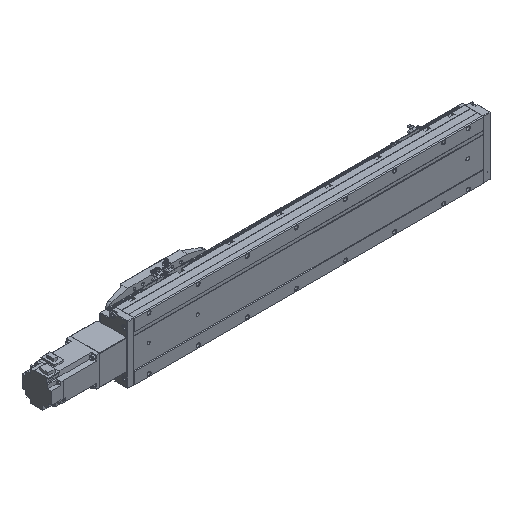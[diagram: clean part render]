
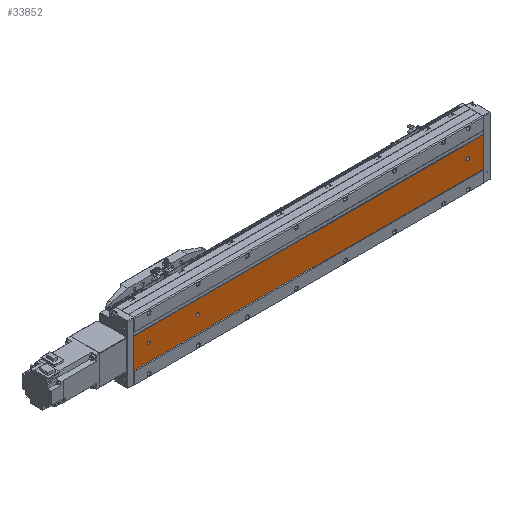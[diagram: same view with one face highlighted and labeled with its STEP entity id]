
A CAD part, isometric view. The second image highlights one B-rep face of the part: STEP entity #33852.
In plain terms, the highlighted planar face has unit normal (0, -1, 0).
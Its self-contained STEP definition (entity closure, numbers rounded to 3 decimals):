
#105 = PLANE ( 'NONE',  #21955 ) ;
#221 = CIRCLE ( 'NONE', #15264, 3. ) ;
#406 = DIRECTION ( 'NONE',  ( 0., -1., 0. ) ) ;
#665 = VERTEX_POINT ( 'NONE', #38201 ) ;
#2060 = VERTEX_POINT ( 'NONE', #22926 ) ;
#2372 = EDGE_CURVE ( 'NONE', #2060, #3320, #24686, .T. ) ;
#2669 = VECTOR ( 'NONE', #14821, 1000. ) ;
#2694 = DIRECTION ( 'NONE',  ( -1., 0., 0. ) ) ;
#2854 = CARTESIAN_POINT ( 'NONE',  ( 681., 1., -3. ) ) ;
#3320 = VERTEX_POINT ( 'NONE', #22772 ) ;
#4005 = DIRECTION ( 'NONE',  ( 0., 0., 1. ) ) ;
#4278 = CARTESIAN_POINT ( 'NONE',  ( 711., 1., -34. ) ) ;
#4579 = DIRECTION ( 'NONE',  ( 0., 0., 1. ) ) ;
#5575 = CARTESIAN_POINT ( 'NONE',  ( 711., 1., 26.542 ) ) ;
#6564 = DIRECTION ( 'NONE',  ( 0., 0., 1. ) ) ;
#6740 = CARTESIAN_POINT ( 'NONE',  ( 711., 1., -34. ) ) ;
#6844 = FACE_OUTER_BOUND ( 'NONE', #11424, .T. ) ;
#7300 = ORIENTED_EDGE ( 'NONE', *, *, #41724, .F. ) ;
#7621 = CARTESIAN_POINT ( 'NONE',  ( 130., 1., 3. ) ) ;
#8452 = CARTESIAN_POINT ( 'NONE',  ( 30., 1., 0. ) ) ;
#8509 = DIRECTION ( 'NONE',  ( 0., 0., 1. ) ) ;
#8564 = DIRECTION ( 'NONE',  ( 0., 0., 1. ) ) ;
#8727 = CARTESIAN_POINT ( 'NONE',  ( 30., 1., 0. ) ) ;
#9562 = DIRECTION ( 'NONE',  ( -1., 0., 0. ) ) ;
#9569 = VERTEX_POINT ( 'NONE', #4278 ) ;
#9952 = CARTESIAN_POINT ( 'NONE',  ( 681., 1., 0. ) ) ;
#10027 = EDGE_CURVE ( 'NONE', #40882, #19313, #11805, .T. ) ;
#10756 = DIRECTION ( 'NONE',  ( 0., 0., -1. ) ) ;
#11424 = EDGE_LOOP ( 'NONE', ( #25345, #7300, #24113, #40269 ) ) ;
#11430 = CARTESIAN_POINT ( 'NONE',  ( 0., 1., 26.542 ) ) ;
#11509 = AXIS2_PLACEMENT_3D ( 'NONE', #38943, #21671, #4579 ) ;
#11805 = CIRCLE ( 'NONE', #38307, 3. ) ;
#12877 = EDGE_CURVE ( 'NONE', #14985, #20539, #31819, .T. ) ;
#13056 = DIRECTION ( 'NONE',  ( -1., 0., 0. ) ) ;
#13661 = ORIENTED_EDGE ( 'NONE', *, *, #26258, .F. ) ;
#13925 = LINE ( 'NONE', #6740, #39281 ) ;
#14821 = DIRECTION ( 'NONE',  ( 1., 0., 0. ) ) ;
#14985 = VERTEX_POINT ( 'NONE', #34874 ) ;
#15264 = AXIS2_PLACEMENT_3D ( 'NONE', #8727, #32987, #8509 ) ;
#15477 = AXIS2_PLACEMENT_3D ( 'NONE', #25860, #15960, #8564 ) ;
#15557 = EDGE_LOOP ( 'NONE', ( #30949, #26059, #37257, #16479 ) ) ;
#15564 = ORIENTED_EDGE ( 'NONE', *, *, #25311, .F. ) ;
#15960 = DIRECTION ( 'NONE',  ( 0., -1., 0. ) ) ;
#16302 = CARTESIAN_POINT ( 'NONE',  ( 711., 1., 3. ) ) ;
#16479 = ORIENTED_EDGE ( 'NONE', *, *, #17690, .F. ) ;
#16681 = DIRECTION ( 'NONE',  ( 0., -1., 0. ) ) ;
#16960 = LINE ( 'NONE', #16302, #42680 ) ;
#17171 = FACE_BOUND ( 'NONE', #15557, .T. ) ;
#17253 = CARTESIAN_POINT ( 'NONE',  ( 130., 1., 0. ) ) ;
#17278 = EDGE_CURVE ( 'NONE', #37214, #665, #16960, .T. ) ;
#17690 = EDGE_CURVE ( 'NONE', #36826, #37214, #37680, .T. ) ;
#17841 = CARTESIAN_POINT ( 'NONE',  ( 711., 1., 26.542 ) ) ;
#19284 = DIRECTION ( 'NONE',  ( 0., 0., -1. ) ) ;
#19313 = VERTEX_POINT ( 'NONE', #7621 ) ;
#19782 = EDGE_CURVE ( 'NONE', #665, #20683, #41324, .T. ) ;
#20125 = CARTESIAN_POINT ( 'NONE',  ( 679., 1., -3. ) ) ;
#20539 = VERTEX_POINT ( 'NONE', #23986 ) ;
#20558 = FACE_BOUND ( 'NONE', #27094, .T. ) ;
#20683 = VERTEX_POINT ( 'NONE', #20125 ) ;
#20725 = VECTOR ( 'NONE', #10756, 1000. ) ;
#21671 = DIRECTION ( 'NONE',  ( 0., -1., 0. ) ) ;
#21787 = CARTESIAN_POINT ( 'NONE',  ( 711., 1., -3. ) ) ;
#21955 = AXIS2_PLACEMENT_3D ( 'NONE', #17841, #34475, #31554 ) ;
#22669 = LINE ( 'NONE', #21787, #2669 ) ;
#22772 = CARTESIAN_POINT ( 'NONE',  ( 0., 1., -34. ) ) ;
#22921 = LINE ( 'NONE', #33473, #28460 ) ;
#22926 = CARTESIAN_POINT ( 'NONE',  ( 0., 1., 26.542 ) ) ;
#23986 = CARTESIAN_POINT ( 'NONE',  ( 30., 1., -3. ) ) ;
#24113 = ORIENTED_EDGE ( 'NONE', *, *, #26344, .F. ) ;
#24686 = LINE ( 'NONE', #11430, #20725 ) ;
#24952 = EDGE_LOOP ( 'NONE', ( #43461, #15564 ) ) ;
#25088 = DIRECTION ( 'NONE',  ( 0., 0., 1. ) ) ;
#25311 = EDGE_CURVE ( 'NONE', #19313, #40882, #30882, .T. ) ;
#25314 = DIRECTION ( 'NONE',  ( 0., -1., 0. ) ) ;
#25345 = ORIENTED_EDGE ( 'NONE', *, *, #2372, .T. ) ;
#25860 = CARTESIAN_POINT ( 'NONE',  ( 679., 1., 0. ) ) ;
#26059 = ORIENTED_EDGE ( 'NONE', *, *, #19782, .F. ) ;
#26258 = EDGE_CURVE ( 'NONE', #20539, #14985, #221, .T. ) ;
#26344 = EDGE_CURVE ( 'NONE', #31879, #9569, #32543, .T. ) ;
#27094 = EDGE_LOOP ( 'NONE', ( #13661, #40342 ) ) ;
#28460 = VECTOR ( 'NONE', #2694, 1000. ) ;
#30882 = CIRCLE ( 'NONE', #11509, 3. ) ;
#30949 = ORIENTED_EDGE ( 'NONE', *, *, #39595, .F. ) ;
#31554 = DIRECTION ( 'NONE',  ( 1., 0., 0. ) ) ;
#31819 = CIRCLE ( 'NONE', #43277, 3. ) ;
#31879 = VERTEX_POINT ( 'NONE', #38826 ) ;
#32500 = VECTOR ( 'NONE', #19284, 1000. ) ;
#32543 = LINE ( 'NONE', #5575, #32500 ) ;
#32987 = DIRECTION ( 'NONE',  ( 0., -1., 0. ) ) ;
#33473 = CARTESIAN_POINT ( 'NONE',  ( 711., 1., 26.542 ) ) ;
#33852 = ADVANCED_FACE ( 'NONE', ( #6844, #20558, #34930, #17171 ), #105, .F. ) ;
#34475 = DIRECTION ( 'NONE',  ( 0., 1., 0. ) ) ;
#34874 = CARTESIAN_POINT ( 'NONE',  ( 30., 1., 3. ) ) ;
#34930 = FACE_BOUND ( 'NONE', #24952, .T. ) ;
#35543 = AXIS2_PLACEMENT_3D ( 'NONE', #9952, #16681, #6564 ) ;
#36420 = EDGE_CURVE ( 'NONE', #31879, #2060, #22921, .T. ) ;
#36814 = CARTESIAN_POINT ( 'NONE',  ( 130., 1., -3. ) ) ;
#36826 = VERTEX_POINT ( 'NONE', #2854 ) ;
#37214 = VERTEX_POINT ( 'NONE', #39870 ) ;
#37257 = ORIENTED_EDGE ( 'NONE', *, *, #17278, .F. ) ;
#37680 = CIRCLE ( 'NONE', #35543, 3. ) ;
#38201 = CARTESIAN_POINT ( 'NONE',  ( 679., 1., 3. ) ) ;
#38307 = AXIS2_PLACEMENT_3D ( 'NONE', #17253, #406, #4005 ) ;
#38826 = CARTESIAN_POINT ( 'NONE',  ( 711., 1., 26.542 ) ) ;
#38943 = CARTESIAN_POINT ( 'NONE',  ( 130., 1., 0. ) ) ;
#39281 = VECTOR ( 'NONE', #13056, 1000. ) ;
#39595 = EDGE_CURVE ( 'NONE', #20683, #36826, #22669, .T. ) ;
#39870 = CARTESIAN_POINT ( 'NONE',  ( 681., 1., 3. ) ) ;
#40269 = ORIENTED_EDGE ( 'NONE', *, *, #36420, .T. ) ;
#40342 = ORIENTED_EDGE ( 'NONE', *, *, #12877, .F. ) ;
#40882 = VERTEX_POINT ( 'NONE', #36814 ) ;
#41324 = CIRCLE ( 'NONE', #15477, 3. ) ;
#41724 = EDGE_CURVE ( 'NONE', #9569, #3320, #13925, .T. ) ;
#42680 = VECTOR ( 'NONE', #9562, 1000. ) ;
#43277 = AXIS2_PLACEMENT_3D ( 'NONE', #8452, #25314, #25088 ) ;
#43461 = ORIENTED_EDGE ( 'NONE', *, *, #10027, .F. ) ;
